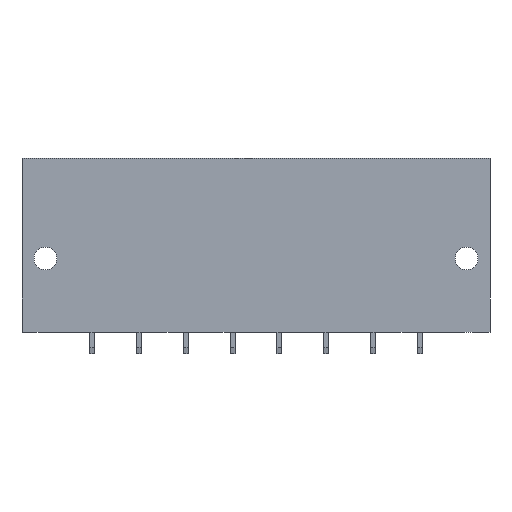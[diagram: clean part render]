
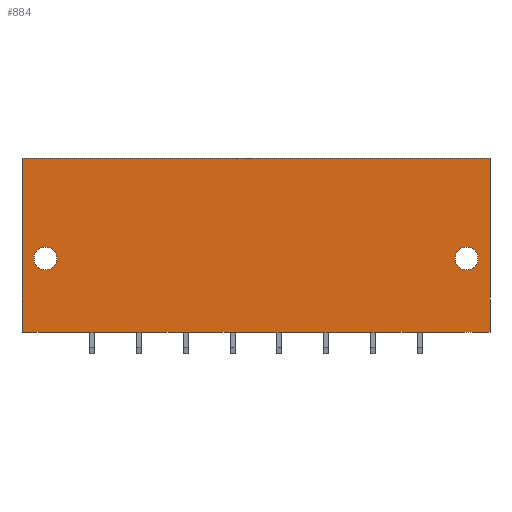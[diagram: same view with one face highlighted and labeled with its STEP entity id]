
A CAD part, front view. The second image highlights one B-rep face of the part: STEP entity #884.
In plain terms, the highlighted planar face has unit normal (0, -1, 0).
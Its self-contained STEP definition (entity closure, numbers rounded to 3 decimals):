
#821=AXIS2_PLACEMENT_3D('Plane Axis2P3D',#818,#819,#820) ;
#850=AXIS2_PLACEMENT_3D('Circle Axis2P3D',#848,#849,$) ;
#859=AXIS2_PLACEMENT_3D('Circle Axis2P3D',#857,#858,$) ;
#868=AXIS2_PLACEMENT_3D('Circle Axis2P3D',#866,#867,$) ;
#877=AXIS2_PLACEMENT_3D('Circle Axis2P3D',#875,#876,$) ;
#216=CARTESIAN_POINT('Vertex',(76.2,0.,3.5)) ;
#219=CARTESIAN_POINT('Line Origine',(38.1,0.,3.5)) ;
#223=CARTESIAN_POINT('Vertex',(0.,0.,3.5)) ;
#818=CARTESIAN_POINT('Axis2P3D Location',(7.62,0.,31.8)) ;
#823=CARTESIAN_POINT('Line Origine',(76.2,0.,17.65)) ;
#827=CARTESIAN_POINT('Vertex',(76.2,0.,31.8)) ;
#830=CARTESIAN_POINT('Line Origine',(38.1,0.,31.8)) ;
#834=CARTESIAN_POINT('Vertex',(0.,0.,31.8)) ;
#837=CARTESIAN_POINT('Line Origine',(0.,0.,17.65)) ;
#848=CARTESIAN_POINT('Axis2P3D Location',(72.39,0.,15.5)) ;
#852=CARTESIAN_POINT('Vertex',(72.39,0.,17.35)) ;
#854=CARTESIAN_POINT('Vertex',(72.39,0.,13.65)) ;
#857=CARTESIAN_POINT('Axis2P3D Location',(72.39,0.,15.5)) ;
#866=CARTESIAN_POINT('Axis2P3D Location',(3.81,0.,15.5)) ;
#870=CARTESIAN_POINT('Vertex',(3.81,0.,17.35)) ;
#872=CARTESIAN_POINT('Vertex',(3.81,0.,13.65)) ;
#875=CARTESIAN_POINT('Axis2P3D Location',(3.81,0.,15.5)) ;
#220=DIRECTION('Vector Direction',(-1.,0.,0.)) ;
#819=DIRECTION('Axis2P3D Direction',(0.,-1.,0.)) ;
#820=DIRECTION('Axis2P3D XDirection',(0.,-0.,-1.)) ;
#824=DIRECTION('Vector Direction',(0.,0.,-1.)) ;
#831=DIRECTION('Vector Direction',(1.,0.,0.)) ;
#838=DIRECTION('Vector Direction',(0.,0.,-1.)) ;
#849=DIRECTION('Axis2P3D Direction',(0.,-1.,0.)) ;
#858=DIRECTION('Axis2P3D Direction',(0.,-1.,0.)) ;
#867=DIRECTION('Axis2P3D Direction',(0.,-1.,0.)) ;
#876=DIRECTION('Axis2P3D Direction',(0.,-1.,0.)) ;
#221=VECTOR('Line Direction',#220,1.) ;
#825=VECTOR('Line Direction',#824,1.) ;
#832=VECTOR('Line Direction',#831,1.) ;
#839=VECTOR('Line Direction',#838,1.) ;
#843=ORIENTED_EDGE('',*,*,#829,.F.) ;
#844=ORIENTED_EDGE('',*,*,#836,.T.) ;
#845=ORIENTED_EDGE('',*,*,#841,.T.) ;
#846=ORIENTED_EDGE('',*,*,#225,.T.) ;
#863=ORIENTED_EDGE('',*,*,#856,.T.) ;
#864=ORIENTED_EDGE('',*,*,#861,.T.) ;
#881=ORIENTED_EDGE('',*,*,#874,.F.) ;
#882=ORIENTED_EDGE('',*,*,#879,.F.) ;
#865=FACE_BOUND('',#862,.T.) ;
#883=FACE_BOUND('',#880,.T.) ;
#884=ADVANCED_FACE('HOUSING',(#847,#865,#883),#822,.T.) ;
#851=CIRCLE('generated circle',#850,1.85) ;
#860=CIRCLE('generated circle',#859,1.85) ;
#869=CIRCLE('generated circle',#868,1.85) ;
#878=CIRCLE('generated circle',#877,1.85) ;
#225=EDGE_CURVE('',#224,#217,#222,.F.) ;
#829=EDGE_CURVE('',#828,#217,#826,.T.) ;
#836=EDGE_CURVE('',#828,#835,#833,.F.) ;
#841=EDGE_CURVE('',#835,#224,#840,.T.) ;
#856=EDGE_CURVE('',#853,#855,#851,.F.) ;
#861=EDGE_CURVE('',#855,#853,#860,.F.) ;
#874=EDGE_CURVE('',#871,#873,#869,.T.) ;
#879=EDGE_CURVE('',#873,#871,#878,.T.) ;
#842=EDGE_LOOP('',(#843,#844,#845,#846)) ;
#862=EDGE_LOOP('',(#863,#864)) ;
#880=EDGE_LOOP('',(#881,#882)) ;
#847=FACE_OUTER_BOUND('',#842,.T.) ;
#222=LINE('Line',#219,#221) ;
#826=LINE('Line',#823,#825) ;
#833=LINE('Line',#830,#832) ;
#840=LINE('Line',#837,#839) ;
#822=PLANE('',#821) ;
#217=VERTEX_POINT('',#216) ;
#224=VERTEX_POINT('',#223) ;
#828=VERTEX_POINT('',#827) ;
#835=VERTEX_POINT('',#834) ;
#853=VERTEX_POINT('',#852) ;
#855=VERTEX_POINT('',#854) ;
#871=VERTEX_POINT('',#870) ;
#873=VERTEX_POINT('',#872) ;
